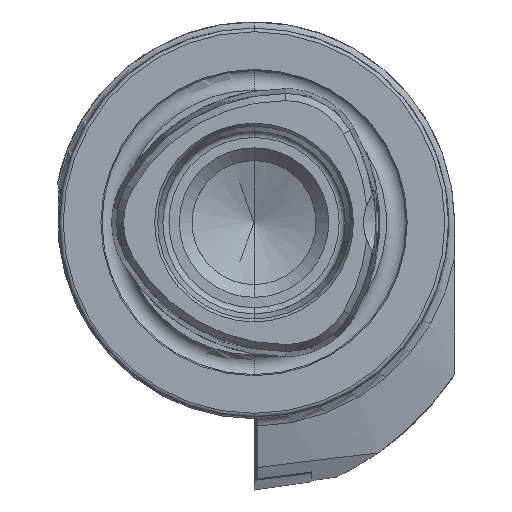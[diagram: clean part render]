
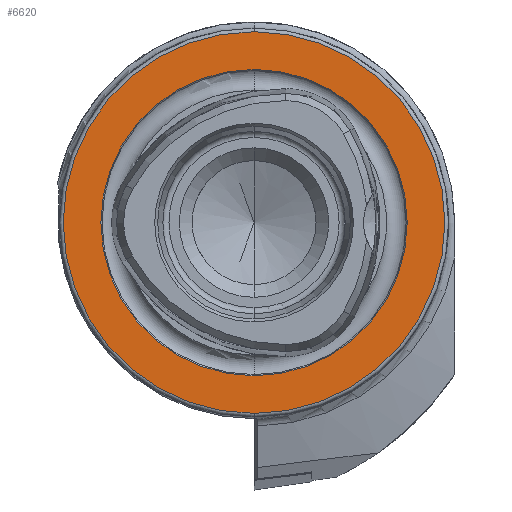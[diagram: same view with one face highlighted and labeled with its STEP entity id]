
A CAD part, left-side view. The second image highlights one B-rep face of the part: STEP entity #6620.
In plain terms, the highlighted planar face has unit normal (-1, 0, 0).
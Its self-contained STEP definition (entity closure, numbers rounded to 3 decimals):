
#525 = CARTESIAN_POINT ( 'NONE',  ( 0., 0., 0. ) ) ;
#680 = DIRECTION ( 'NONE',  ( -1., 0., 0. ) ) ;
#911 = ORIENTED_EDGE ( 'NONE', *, *, #11779, .F. ) ;
#925 = EDGE_CURVE ( 'NONE', #9216, #5925, #9293, .T. ) ;
#967 = ORIENTED_EDGE ( 'NONE', *, *, #925, .T. ) ;
#1207 = CARTESIAN_POINT ( 'NONE',  ( 0., 0., 0. ) ) ;
#1402 = EDGE_CURVE ( 'NONE', #8858, #4202, #9145, .T. ) ;
#2400 = DIRECTION ( 'NONE',  ( 0., 0., 1. ) ) ;
#3672 = AXIS2_PLACEMENT_3D ( 'NONE', #11420, #4832, #11628 ) ;
#3743 = DIRECTION ( 'NONE',  ( -1., 0., 0. ) ) ;
#3961 = PLANE ( 'NONE',  #9817 ) ;
#4181 = CARTESIAN_POINT ( 'NONE',  ( 0., 12.6, 0. ) ) ;
#4202 = VERTEX_POINT ( 'NONE', #10274 ) ;
#4470 = DIRECTION ( 'NONE',  ( 0., 0., -1. ) ) ;
#4832 = DIRECTION ( 'NONE',  ( -1., 0., 0. ) ) ;
#5066 = FACE_OUTER_BOUND ( 'NONE', #10081, .T. ) ;
#5269 = ORIENTED_EDGE ( 'NONE', *, *, #1402, .F. ) ;
#5690 = ORIENTED_EDGE ( 'NONE', *, *, #10372, .T. ) ;
#5925 = VERTEX_POINT ( 'NONE', #14072 ) ;
#6014 = EDGE_LOOP ( 'NONE', ( #5269, #911 ) ) ;
#6620 = ADVANCED_FACE ( 'NONE', ( #7201, #5066 ), #3961, .F. ) ;
#6988 = CIRCLE ( 'NONE', #7224, 15.7 ) ;
#7201 = FACE_BOUND ( 'NONE', #6014, .T. ) ;
#7224 = AXIS2_PLACEMENT_3D ( 'NONE', #13810, #3743, #12537 ) ;
#7891 = CARTESIAN_POINT ( 'NONE',  ( 0., 0., 12.6 ) ) ;
#8858 = VERTEX_POINT ( 'NONE', #7891 ) ;
#9145 = CIRCLE ( 'NONE', #10792, 12.6 ) ;
#9216 = VERTEX_POINT ( 'NONE', #11517 ) ;
#9293 = CIRCLE ( 'NONE', #3672, 15.7 ) ;
#9429 = DIRECTION ( 'NONE',  ( 0., 0., 1. ) ) ;
#9817 = AXIS2_PLACEMENT_3D ( 'NONE', #4181, #13068, #4470 ) ;
#10081 = EDGE_LOOP ( 'NONE', ( #5690, #967 ) ) ;
#10172 = DIRECTION ( 'NONE',  ( -1., 0., 0. ) ) ;
#10274 = CARTESIAN_POINT ( 'NONE',  ( 0., 0., -12.6 ) ) ;
#10372 = EDGE_CURVE ( 'NONE', #5925, #9216, #6988, .T. ) ;
#10792 = AXIS2_PLACEMENT_3D ( 'NONE', #525, #680, #9429 ) ;
#11420 = CARTESIAN_POINT ( 'NONE',  ( 0., 0., 0. ) ) ;
#11517 = CARTESIAN_POINT ( 'NONE',  ( 0., 0., -15.7 ) ) ;
#11628 = DIRECTION ( 'NONE',  ( 0., 0., 1. ) ) ;
#11779 = EDGE_CURVE ( 'NONE', #4202, #8858, #13445, .T. ) ;
#12537 = DIRECTION ( 'NONE',  ( 0., 0., 1. ) ) ;
#13068 = DIRECTION ( 'NONE',  ( 1., 0., 0. ) ) ;
#13445 = CIRCLE ( 'NONE', #14145, 12.6 ) ;
#13810 = CARTESIAN_POINT ( 'NONE',  ( 0., 0., 0. ) ) ;
#14072 = CARTESIAN_POINT ( 'NONE',  ( 0., 0., 15.7 ) ) ;
#14145 = AXIS2_PLACEMENT_3D ( 'NONE', #1207, #10172, #2400 ) ;
